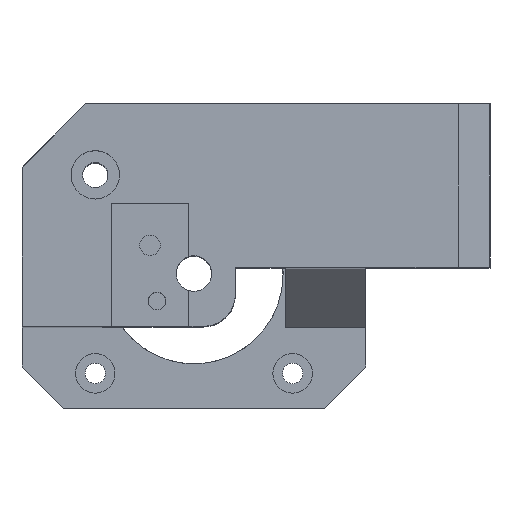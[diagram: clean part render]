
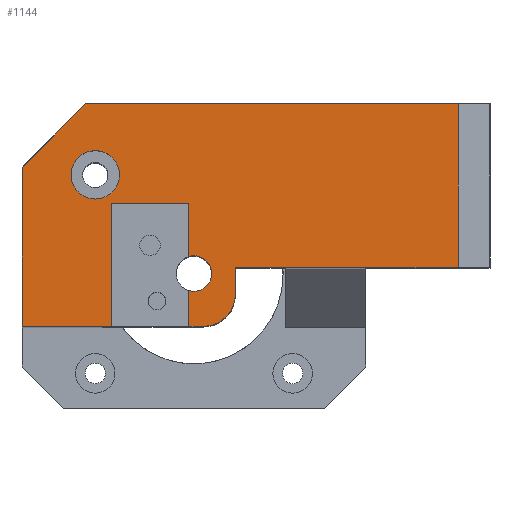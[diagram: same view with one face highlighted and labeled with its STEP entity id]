
A CAD part, top view. The second image highlights one B-rep face of the part: STEP entity #1144.
In plain terms, the highlighted planar face has unit normal (0, 0, 1).
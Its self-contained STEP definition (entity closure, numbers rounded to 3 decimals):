
#333 = VERTEX_POINT('',#334);
#334 = CARTESIAN_POINT('',(81.141,976.278,47.945));
#340 = EDGE_CURVE('',#333,#341,#343,.T.);
#341 = VERTEX_POINT('',#342);
#342 = CARTESIAN_POINT('',(78.841,976.278,47.945));
#343 = LINE('',#344,#345);
#344 = CARTESIAN_POINT('',(78.846,976.278,47.945));
#345 = VECTOR('',#346,1.);
#346 = DIRECTION('',(-1.,0.,0.));
#365 = VERTEX_POINT('',#366);
#366 = CARTESIAN_POINT('',(66.651,976.278,47.945));
#372 = EDGE_CURVE('',#373,#365,#375,.T.);
#373 = VERTEX_POINT('',#374);
#374 = CARTESIAN_POINT('',(52.641,976.278,47.945));
#375 = LINE('',#376,#377);
#376 = CARTESIAN_POINT('',(66.426,976.278,47.945));
#377 = VECTOR('',#378,1.);
#378 = DIRECTION('',(1.,0.,0.));
#642 = VERTEX_POINT('',#643);
#643 = CARTESIAN_POINT('',(121.141,985.528,47.945));
#649 = EDGE_CURVE('',#642,#650,#652,.T.);
#650 = VERTEX_POINT('',#651);
#651 = CARTESIAN_POINT('',(86.141,985.528,47.945));
#652 = LINE('',#653,#654);
#653 = CARTESIAN_POINT('',(90.997,985.528,47.945));
#654 = VECTOR('',#655,1.);
#655 = DIRECTION('',(-1.,0.,0.));
#1113 = EDGE_CURVE('',#1114,#373,#1116,.T.);
#1114 = VERTEX_POINT('',#1115);
#1115 = CARTESIAN_POINT('',(52.641,1001.228,47.945));
#1116 = LINE('',#1117,#1118);
#1117 = CARTESIAN_POINT('',(52.641,981.328,47.945));
#1118 = VECTOR('',#1119,1.);
#1119 = DIRECTION('',(0.,-1.,0.));
#1144 = ADVANCED_FACE('',(#1145,#1236),#1247,.T.);
#1145 = FACE_BOUND('',#1146,.T.);
#1146 = EDGE_LOOP('',(#1147,#1157,#1163,#1164,#1165,#1173,#1181,#1189,
    #1198,#1207,#1213,#1214,#1223,#1229,#1230));
#1147 = ORIENTED_EDGE('',*,*,#1148,.F.);
#1148 = EDGE_CURVE('',#1149,#1151,#1153,.T.);
#1149 = VERTEX_POINT('',#1150);
#1150 = CARTESIAN_POINT('',(62.691,1011.278,47.945));
#1151 = VERTEX_POINT('',#1152);
#1152 = CARTESIAN_POINT('',(121.141,1011.278,47.945));
#1153 = LINE('',#1154,#1155);
#1154 = CARTESIAN_POINT('',(98.156,1011.278,47.945));
#1155 = VECTOR('',#1156,1.);
#1156 = DIRECTION('',(1.,0.,0.));
#1157 = ORIENTED_EDGE('',*,*,#1158,.T.);
#1158 = EDGE_CURVE('',#1149,#1114,#1159,.T.);
#1159 = LINE('',#1160,#1161);
#1160 = CARTESIAN_POINT('',(64.7,1013.288,47.945));
#1161 = VECTOR('',#1162,1.);
#1162 = DIRECTION('',(-0.707,-0.707,0.));
#1163 = ORIENTED_EDGE('',*,*,#1113,.T.);
#1164 = ORIENTED_EDGE('',*,*,#372,.T.);
#1165 = ORIENTED_EDGE('',*,*,#1166,.F.);
#1166 = EDGE_CURVE('',#1167,#365,#1169,.T.);
#1167 = VERTEX_POINT('',#1168);
#1168 = CARTESIAN_POINT('',(66.651,995.528,47.945));
#1169 = LINE('',#1170,#1171);
#1170 = CARTESIAN_POINT('',(66.651,991.676,47.945));
#1171 = VECTOR('',#1172,1.);
#1172 = DIRECTION('',(0.,-1.,0.));
#1173 = ORIENTED_EDGE('',*,*,#1174,.F.);
#1174 = EDGE_CURVE('',#1175,#1167,#1177,.T.);
#1175 = VERTEX_POINT('',#1176);
#1176 = CARTESIAN_POINT('',(78.841,995.528,47.945));
#1177 = LINE('',#1178,#1179);
#1178 = CARTESIAN_POINT('',(78.626,995.528,47.945));
#1179 = VECTOR('',#1180,1.);
#1180 = DIRECTION('',(-1.,0.,0.));
#1181 = ORIENTED_EDGE('',*,*,#1182,.F.);
#1182 = EDGE_CURVE('',#1183,#1175,#1185,.T.);
#1183 = VERTEX_POINT('',#1184);
#1184 = CARTESIAN_POINT('',(78.841,987.262,47.945));
#1185 = LINE('',#1186,#1187);
#1186 = CARTESIAN_POINT('',(78.841,985.528,47.945));
#1187 = VECTOR('',#1188,1.);
#1188 = DIRECTION('',(0.,1.,0.));
#1189 = ORIENTED_EDGE('',*,*,#1190,.T.);
#1190 = EDGE_CURVE('',#1183,#1191,#1193,.T.);
#1191 = VERTEX_POINT('',#1192);
#1192 = CARTESIAN_POINT('',(82.441,984.578,47.945));
#1193 = CIRCLE('',#1194,2.8);
#1194 = AXIS2_PLACEMENT_3D('',#1195,#1196,#1197);
#1195 = CARTESIAN_POINT('',(79.641,984.578,47.945));
#1196 = DIRECTION('',(0.,0.,-1.));
#1197 = DIRECTION('',(1.,0.,0.));
#1198 = ORIENTED_EDGE('',*,*,#1199,.T.);
#1199 = EDGE_CURVE('',#1191,#1200,#1202,.T.);
#1200 = VERTEX_POINT('',#1201);
#1201 = CARTESIAN_POINT('',(78.841,981.895,47.945));
#1202 = CIRCLE('',#1203,2.8);
#1203 = AXIS2_PLACEMENT_3D('',#1204,#1205,#1206);
#1204 = CARTESIAN_POINT('',(79.641,984.578,47.945));
#1205 = DIRECTION('',(0.,0.,-1.));
#1206 = DIRECTION('',(1.,0.,0.));
#1207 = ORIENTED_EDGE('',*,*,#1208,.F.);
#1208 = EDGE_CURVE('',#341,#1200,#1209,.T.);
#1209 = LINE('',#1210,#1211);
#1210 = CARTESIAN_POINT('',(78.841,985.528,47.945));
#1211 = VECTOR('',#1212,1.);
#1212 = DIRECTION('',(0.,1.,0.));
#1213 = ORIENTED_EDGE('',*,*,#340,.F.);
#1214 = ORIENTED_EDGE('',*,*,#1215,.T.);
#1215 = EDGE_CURVE('',#333,#1216,#1218,.T.);
#1216 = VERTEX_POINT('',#1217);
#1217 = CARTESIAN_POINT('',(86.141,981.278,47.945));
#1218 = CIRCLE('',#1219,5.);
#1219 = AXIS2_PLACEMENT_3D('',#1220,#1221,#1222);
#1220 = CARTESIAN_POINT('',(81.141,981.278,47.945));
#1221 = DIRECTION('',(0.,0.,1.));
#1222 = DIRECTION('',(1.,0.,0.));
#1223 = ORIENTED_EDGE('',*,*,#1224,.T.);
#1224 = EDGE_CURVE('',#1216,#650,#1225,.T.);
#1225 = LINE('',#1226,#1227);
#1226 = CARTESIAN_POINT('',(86.141,976.278,47.945));
#1227 = VECTOR('',#1228,1.);
#1228 = DIRECTION('',(0.,1.,0.));
#1229 = ORIENTED_EDGE('',*,*,#649,.F.);
#1230 = ORIENTED_EDGE('',*,*,#1231,.T.);
#1231 = EDGE_CURVE('',#642,#1151,#1232,.T.);
#1232 = LINE('',#1233,#1234);
#1233 = CARTESIAN_POINT('',(121.141,985.528,47.945));
#1234 = VECTOR('',#1235,1.);
#1235 = DIRECTION('',(0.,1.,0.));
#1236 = FACE_BOUND('',#1237,.T.);
#1237 = EDGE_LOOP('',(#1238));
#1238 = ORIENTED_EDGE('',*,*,#1239,.F.);
#1239 = EDGE_CURVE('',#1240,#1240,#1242,.T.);
#1240 = VERTEX_POINT('',#1241);
#1241 = CARTESIAN_POINT('',(67.941,1000.078,47.945));
#1242 = CIRCLE('',#1243,3.8);
#1243 = AXIS2_PLACEMENT_3D('',#1244,#1245,#1246);
#1244 = CARTESIAN_POINT('',(64.141,1000.078,47.945));
#1245 = DIRECTION('',(0.,0.,1.));
#1246 = DIRECTION('',(1.,0.,0.));
#1247 = PLANE('',#1248);
#1248 = AXIS2_PLACEMENT_3D('',#1249,#1250,#1251);
#1249 = CARTESIAN_POINT('',(84.168,994.505,47.945));
#1250 = DIRECTION('',(0.,0.,1.));
#1251 = DIRECTION('',(1.,0.,0.));
